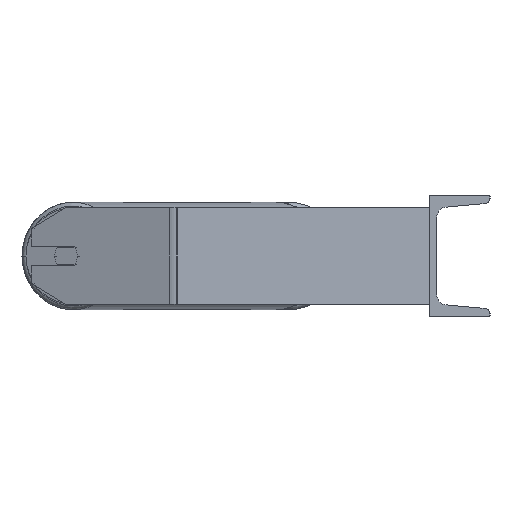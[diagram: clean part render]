
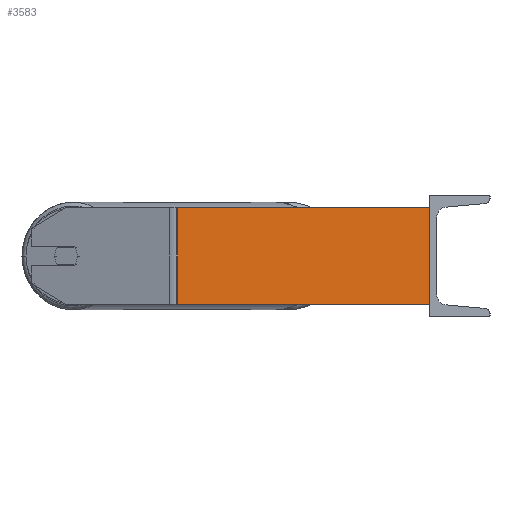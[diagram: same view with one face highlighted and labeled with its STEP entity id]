
A CAD part, left-side view. The second image highlights one B-rep face of the part: STEP entity #3583.
In plain terms, the highlighted planar face has unit normal (-0.996, -0.087, 0).
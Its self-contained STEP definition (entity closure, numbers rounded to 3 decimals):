
#549 = DIRECTION ( 'NONE',  ( -0.087, 0.996, 0. ) ) ;
#750 = LINE ( 'NONE', #5956, #6111 ) ;
#835 = LINE ( 'NONE', #8636, #6405 ) ;
#1077 = EDGE_CURVE ( 'NONE', #8847, #2078, #750, .T. ) ;
#1129 = LINE ( 'NONE', #3944, #8487 ) ;
#1343 = DIRECTION ( 'NONE',  ( 0.996, 0.087, 0. ) ) ;
#1460 = DIRECTION ( 'NONE',  ( 0., 0., -1. ) ) ;
#1471 = ORIENTED_EDGE ( 'NONE', *, *, #1077, .F. ) ;
#1682 = CARTESIAN_POINT ( 'NONE',  ( -785., 0., -40. ) ) ;
#2078 = VERTEX_POINT ( 'NONE', #1682 ) ;
#2731 = CARTESIAN_POINT ( 'NONE',  ( -803.539, 211.905, 40. ) ) ;
#3430 = CARTESIAN_POINT ( 'NONE',  ( -803.539, 211.905, -40. ) ) ;
#3583 = ADVANCED_FACE ( 'NONE', ( #5577 ), #4189, .F. ) ;
#3630 = VECTOR ( 'NONE', #4214, 1000. ) ;
#3874 = ORIENTED_EDGE ( 'NONE', *, *, #4794, .T. ) ;
#3944 = CARTESIAN_POINT ( 'NONE',  ( -803.23, 208.372, 40. ) ) ;
#4033 = CARTESIAN_POINT ( 'NONE',  ( -803.23, 208.372, 40. ) ) ;
#4189 = PLANE ( 'NONE',  #5213 ) ;
#4214 = DIRECTION ( 'NONE',  ( 0.087, -0.996, 0. ) ) ;
#4428 = DIRECTION ( 'NONE',  ( 0.087, -0.996, 0. ) ) ;
#4533 = DIRECTION ( 'NONE',  ( 0., 0., -1. ) ) ;
#4794 = EDGE_CURVE ( 'NONE', #5502, #2078, #8450, .T. ) ;
#4836 = VERTEX_POINT ( 'NONE', #4033 ) ;
#4966 = ORIENTED_EDGE ( 'NONE', *, *, #5938, .T. ) ;
#5213 = AXIS2_PLACEMENT_3D ( 'NONE', #2731, #1343, #549 ) ;
#5502 = VERTEX_POINT ( 'NONE', #8702 ) ;
#5577 = FACE_OUTER_BOUND ( 'NONE', #6235, .T. ) ;
#5938 = EDGE_CURVE ( 'NONE', #4836, #5502, #1129, .T. ) ;
#5956 = CARTESIAN_POINT ( 'NONE',  ( -785., 0., 40. ) ) ;
#6111 = VECTOR ( 'NONE', #1460, 1000. ) ;
#6235 = EDGE_LOOP ( 'NONE', ( #3874, #1471, #7356, #4966 ) ) ;
#6405 = VECTOR ( 'NONE', #4428, 1000. ) ;
#7356 = ORIENTED_EDGE ( 'NONE', *, *, #7814, .F. ) ;
#7716 = CARTESIAN_POINT ( 'NONE',  ( -785., 0., 40. ) ) ;
#7814 = EDGE_CURVE ( 'NONE', #4836, #8847, #835, .T. ) ;
#8450 = LINE ( 'NONE', #3430, #3630 ) ;
#8487 = VECTOR ( 'NONE', #4533, 1000. ) ;
#8636 = CARTESIAN_POINT ( 'NONE',  ( -803.539, 211.905, 40. ) ) ;
#8702 = CARTESIAN_POINT ( 'NONE',  ( -803.23, 208.372, -40. ) ) ;
#8847 = VERTEX_POINT ( 'NONE', #7716 ) ;
